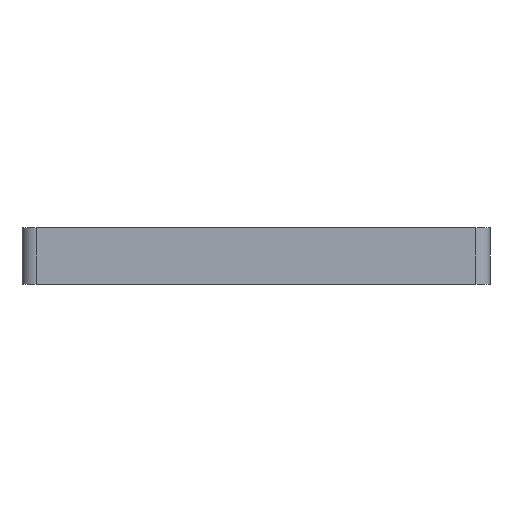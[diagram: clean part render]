
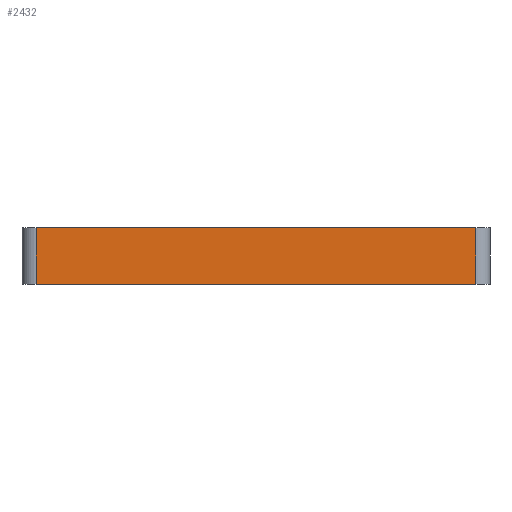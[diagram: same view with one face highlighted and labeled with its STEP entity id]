
A CAD part, left-side view. The second image highlights one B-rep face of the part: STEP entity #2432.
In plain terms, the highlighted planar face has unit normal (-1, 0, 0).
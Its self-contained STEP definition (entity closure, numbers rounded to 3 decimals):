
#44 = PLANE('',#45);
#45 = AXIS2_PLACEMENT_3D('',#46,#47,#48);
#46 = CARTESIAN_POINT('',(29.,0.,8.));
#47 = DIRECTION('',(-0.,-0.,-1.));
#48 = DIRECTION('',(-1.,0.,0.));
#72 = CYLINDRICAL_SURFACE('',#73,3.);
#73 = AXIS2_PLACEMENT_3D('',#74,#75,#76);
#74 = CARTESIAN_POINT('',(-28.,47.,8.));
#75 = DIRECTION('',(0.,0.,1.));
#76 = DIRECTION('',(0.,1.,0.));
#100 = PLANE('',#101);
#101 = AXIS2_PLACEMENT_3D('',#102,#103,#104);
#102 = CARTESIAN_POINT('',(29.,0.,20.));
#103 = DIRECTION('',(-0.,-0.,-1.));
#104 = DIRECTION('',(-1.,0.,0.));
#252 = VERTEX_POINT('',#253);
#253 = CARTESIAN_POINT('',(-31.,-47.,8.));
#272 = CYLINDRICAL_SURFACE('',#273,3.);
#273 = AXIS2_PLACEMENT_3D('',#274,#275,#276);
#274 = CARTESIAN_POINT('',(-28.,-47.,8.));
#275 = DIRECTION('',(0.,0.,1.));
#276 = DIRECTION('',(-1.,0.,0.));
#284 = EDGE_CURVE('',#252,#285,#287,.T.);
#285 = VERTEX_POINT('',#286);
#286 = CARTESIAN_POINT('',(-31.,47.,8.));
#287 = SURFACE_CURVE('',#288,(#292,#299),.PCURVE_S1.);
#288 = LINE('',#289,#290);
#289 = CARTESIAN_POINT('',(-31.,-50.,8.));
#290 = VECTOR('',#291,1.);
#291 = DIRECTION('',(0.,1.,0.));
#292 = PCURVE('',#44,#293);
#293 = DEFINITIONAL_REPRESENTATION('',(#294),#298);
#294 = LINE('',#295,#296);
#295 = CARTESIAN_POINT('',(60.,-50.));
#296 = VECTOR('',#297,1.);
#297 = DIRECTION('',(0.,1.));
#298 = ( GEOMETRIC_REPRESENTATION_CONTEXT(2) 
PARAMETRIC_REPRESENTATION_CONTEXT() REPRESENTATION_CONTEXT('2D SPACE',''
  ) );
#299 = PCURVE('',#300,#305);
#300 = PLANE('',#301);
#301 = AXIS2_PLACEMENT_3D('',#302,#303,#304);
#302 = CARTESIAN_POINT('',(-31.,-50.,8.));
#303 = DIRECTION('',(-1.,0.,0.));
#304 = DIRECTION('',(0.,1.,0.));
#305 = DEFINITIONAL_REPRESENTATION('',(#306),#310);
#306 = LINE('',#307,#308);
#307 = CARTESIAN_POINT('',(0.,0.));
#308 = VECTOR('',#309,1.);
#309 = DIRECTION('',(1.,0.));
#310 = ( GEOMETRIC_REPRESENTATION_CONTEXT(2) 
PARAMETRIC_REPRESENTATION_CONTEXT() REPRESENTATION_CONTEXT('2D SPACE',''
  ) );
#1338 = EDGE_CURVE('',#285,#1339,#1341,.T.);
#1339 = VERTEX_POINT('',#1340);
#1340 = CARTESIAN_POINT('',(-31.,47.,20.));
#1341 = SURFACE_CURVE('',#1342,(#1346,#1353),.PCURVE_S1.);
#1342 = LINE('',#1343,#1344);
#1343 = CARTESIAN_POINT('',(-31.,47.,8.));
#1344 = VECTOR('',#1345,1.);
#1345 = DIRECTION('',(0.,0.,1.));
#1346 = PCURVE('',#72,#1347);
#1347 = DEFINITIONAL_REPRESENTATION('',(#1348),#1352);
#1348 = LINE('',#1349,#1350);
#1349 = CARTESIAN_POINT('',(1.571,0.));
#1350 = VECTOR('',#1351,1.);
#1351 = DIRECTION('',(0.,1.));
#1352 = ( GEOMETRIC_REPRESENTATION_CONTEXT(2) 
PARAMETRIC_REPRESENTATION_CONTEXT() REPRESENTATION_CONTEXT('2D SPACE',''
  ) );
#1353 = PCURVE('',#300,#1354);
#1354 = DEFINITIONAL_REPRESENTATION('',(#1355),#1359);
#1355 = LINE('',#1356,#1357);
#1356 = CARTESIAN_POINT('',(97.,0.));
#1357 = VECTOR('',#1358,1.);
#1358 = DIRECTION('',(0.,-1.));
#1359 = ( GEOMETRIC_REPRESENTATION_CONTEXT(2) 
PARAMETRIC_REPRESENTATION_CONTEXT() REPRESENTATION_CONTEXT('2D SPACE',''
  ) );
#1514 = VERTEX_POINT('',#1515);
#1515 = CARTESIAN_POINT('',(-31.,-47.,20.));
#1541 = EDGE_CURVE('',#1514,#1339,#1542,.T.);
#1542 = SURFACE_CURVE('',#1543,(#1547,#1554),.PCURVE_S1.);
#1543 = LINE('',#1544,#1545);
#1544 = CARTESIAN_POINT('',(-31.,-50.,20.));
#1545 = VECTOR('',#1546,1.);
#1546 = DIRECTION('',(0.,1.,0.));
#1547 = PCURVE('',#100,#1548);
#1548 = DEFINITIONAL_REPRESENTATION('',(#1549),#1553);
#1549 = LINE('',#1550,#1551);
#1550 = CARTESIAN_POINT('',(60.,-50.));
#1551 = VECTOR('',#1552,1.);
#1552 = DIRECTION('',(0.,1.));
#1553 = ( GEOMETRIC_REPRESENTATION_CONTEXT(2) 
PARAMETRIC_REPRESENTATION_CONTEXT() REPRESENTATION_CONTEXT('2D SPACE',''
  ) );
#1554 = PCURVE('',#300,#1555);
#1555 = DEFINITIONAL_REPRESENTATION('',(#1556),#1560);
#1556 = LINE('',#1557,#1558);
#1557 = CARTESIAN_POINT('',(0.,-12.));
#1558 = VECTOR('',#1559,1.);
#1559 = DIRECTION('',(1.,0.));
#1560 = ( GEOMETRIC_REPRESENTATION_CONTEXT(2) 
PARAMETRIC_REPRESENTATION_CONTEXT() REPRESENTATION_CONTEXT('2D SPACE',''
  ) );
#2432 = ADVANCED_FACE('',(#2433),#300,.T.);
#2433 = FACE_BOUND('',#2434,.T.);
#2434 = EDGE_LOOP('',(#2435,#2436,#2457,#2458));
#2435 = ORIENTED_EDGE('',*,*,#284,.F.);
#2436 = ORIENTED_EDGE('',*,*,#2437,.T.);
#2437 = EDGE_CURVE('',#252,#1514,#2438,.T.);
#2438 = SURFACE_CURVE('',#2439,(#2443,#2450),.PCURVE_S1.);
#2439 = LINE('',#2440,#2441);
#2440 = CARTESIAN_POINT('',(-31.,-47.,8.));
#2441 = VECTOR('',#2442,1.);
#2442 = DIRECTION('',(0.,0.,1.));
#2443 = PCURVE('',#300,#2444);
#2444 = DEFINITIONAL_REPRESENTATION('',(#2445),#2449);
#2445 = LINE('',#2446,#2447);
#2446 = CARTESIAN_POINT('',(3.,0.));
#2447 = VECTOR('',#2448,1.);
#2448 = DIRECTION('',(0.,-1.));
#2449 = ( GEOMETRIC_REPRESENTATION_CONTEXT(2) 
PARAMETRIC_REPRESENTATION_CONTEXT() REPRESENTATION_CONTEXT('2D SPACE',''
  ) );
#2450 = PCURVE('',#272,#2451);
#2451 = DEFINITIONAL_REPRESENTATION('',(#2452),#2456);
#2452 = LINE('',#2453,#2454);
#2453 = CARTESIAN_POINT('',(0.,0.));
#2454 = VECTOR('',#2455,1.);
#2455 = DIRECTION('',(0.,1.));
#2456 = ( GEOMETRIC_REPRESENTATION_CONTEXT(2) 
PARAMETRIC_REPRESENTATION_CONTEXT() REPRESENTATION_CONTEXT('2D SPACE',''
  ) );
#2457 = ORIENTED_EDGE('',*,*,#1541,.T.);
#2458 = ORIENTED_EDGE('',*,*,#1338,.F.);
